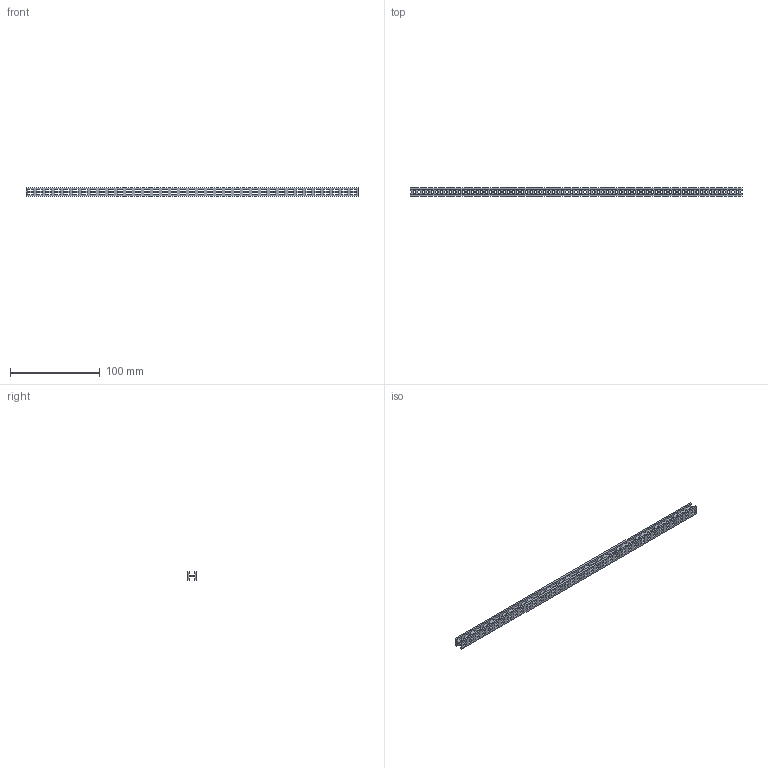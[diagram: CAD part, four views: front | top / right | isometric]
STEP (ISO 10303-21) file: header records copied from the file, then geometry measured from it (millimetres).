
FILE_DESCRIPTION (( 'STEP AP203' ), '1' );
FILE_NAME ('Beam 370.STEP', '2017-02-03T08:58:07', ( '' ), ( '' ), 'SwSTEP 2.0', 'SolidWorks 2015', '' );
FILE_SCHEMA (( 'CONFIG_CONTROL_DESIGN' ));
Length unit declared in the file: millimetre
Products named in the file (1): Beam 370
Bounding box: 370 x 10 x 10 mm (x, y, z)
Volume: 14641.8 mm3; surface area: 22344.7 mm2
Topology: 1 solids, 1 shells, 609 faces, 2265 edges, 1510 vertices
Faces by surface type: plane 460, cylinder 149
Entity records: 24718 total; most frequent: ORIENTED_EDGE 4530, CARTESIAN_POINT 4385, DIRECTION 3783, EDGE_CURVE 2265, LINE 1967, VECTOR 1967, VERTEX_POINT 1510, AXIS2_PLACEMENT_3D 908
